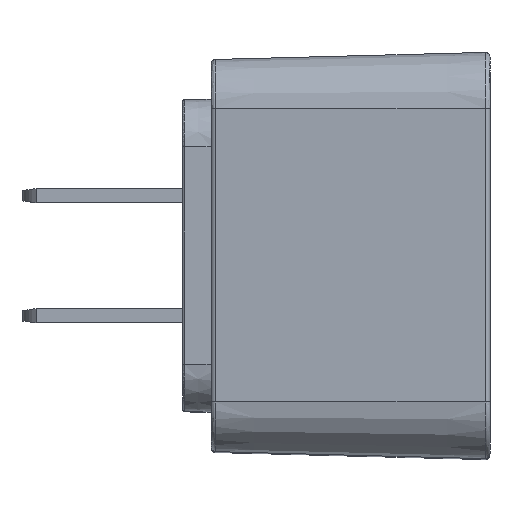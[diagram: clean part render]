
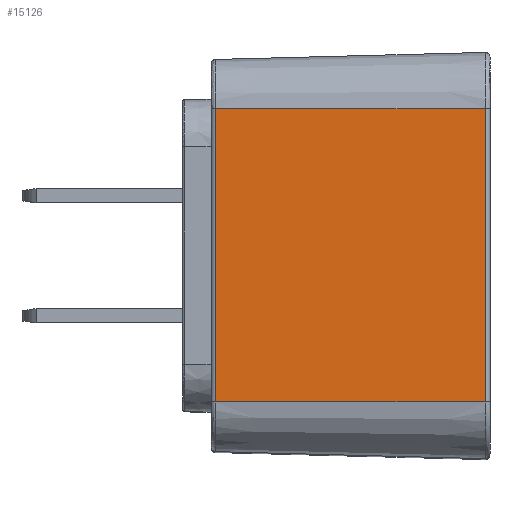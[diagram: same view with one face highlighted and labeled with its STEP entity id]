
A CAD part, top view. The second image highlights one B-rep face of the part: STEP entity #15126.
In plain terms, the highlighted face is planar.
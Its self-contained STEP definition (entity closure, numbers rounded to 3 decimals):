
#880 = AXIS2_PLACEMENT_3D ( 'NONE', #38579, #3746, #22649 ) ;
#1325 = CARTESIAN_POINT ( 'NONE',  ( -33.49, -15.694, 0.487 ) ) ;
#1815 = ORIENTED_EDGE ( 'NONE', *, *, #22504, .F. ) ;
#3746 = DIRECTION ( 'NONE',  ( -1., 0., -0.026 ) ) ;
#4056 = VERTEX_POINT ( 'NONE', #15135 ) ;
#6196 = VECTOR ( 'NONE', #16797, 1000. ) ;
#6337 = VERTEX_POINT ( 'NONE', #27618 ) ;
#7228 = ORIENTED_EDGE ( 'NONE', *, *, #15914, .T. ) ;
#9445 = ORIENTED_EDGE ( 'NONE', *, *, #39543, .T. ) ;
#10019 = LINE ( 'NONE', #15343, #27894 ) ;
#12702 = CARTESIAN_POINT ( 'NONE',  ( -34.237, 15.5, 28.987 ) ) ;
#13059 = LINE ( 'NONE', #1325, #21006 ) ;
#13198 = VERTEX_POINT ( 'NONE', #12702 ) ;
#13750 = CARTESIAN_POINT ( 'NONE',  ( -34.25, 15.5, 29.5 ) ) ;
#14758 = VECTOR ( 'NONE', #18562, 1000. ) ;
#15126 = ADVANCED_FACE ( 'NONE', ( #35562 ), #16279, .T. ) ;
#15135 = CARTESIAN_POINT ( 'NONE',  ( -33.49, 15.5, 0.487 ) ) ;
#15343 = CARTESIAN_POINT ( 'NONE',  ( -34.25, -15.5, 29.5 ) ) ;
#15914 = EDGE_CURVE ( 'NONE', #13198, #4056, #38990, .T. ) ;
#16279 = PLANE ( 'NONE',  #880 ) ;
#16797 = DIRECTION ( 'NONE',  ( 0.026, 0., -1. ) ) ;
#17907 = ORIENTED_EDGE ( 'NONE', *, *, #29994, .T. ) ;
#18562 = DIRECTION ( 'NONE',  ( 0., 1., 0. ) ) ;
#21006 = VECTOR ( 'NONE', #29940, 1000. ) ;
#21762 = CARTESIAN_POINT ( 'NONE',  ( -34.237, -15.5, 28.987 ) ) ;
#22504 = EDGE_CURVE ( 'NONE', #6337, #4056, #13059, .T. ) ;
#22649 = DIRECTION ( 'NONE',  ( -0.026, 0., 1. ) ) ;
#24234 = EDGE_LOOP ( 'NONE', ( #17907, #9445, #7228, #1815 ) ) ;
#27618 = CARTESIAN_POINT ( 'NONE',  ( -33.49, -15.5, 0.487 ) ) ;
#27894 = VECTOR ( 'NONE', #27951, 1000. ) ;
#27951 = DIRECTION ( 'NONE',  ( -0.026, 0., 1. ) ) ;
#29940 = DIRECTION ( 'NONE',  ( 0., 1., 0. ) ) ;
#29994 = EDGE_CURVE ( 'NONE', #6337, #31725, #10019, .T. ) ;
#31725 = VERTEX_POINT ( 'NONE', #21762 ) ;
#34937 = CARTESIAN_POINT ( 'NONE',  ( -34.237, 17.568, 28.987 ) ) ;
#35562 = FACE_OUTER_BOUND ( 'NONE', #24234, .T. ) ;
#37560 = LINE ( 'NONE', #34937, #14758 ) ;
#38579 = CARTESIAN_POINT ( 'NONE',  ( -34.25, 17.568, 29.5 ) ) ;
#38990 = LINE ( 'NONE', #13750, #6196 ) ;
#39543 = EDGE_CURVE ( 'NONE', #31725, #13198, #37560, .T. ) ;
